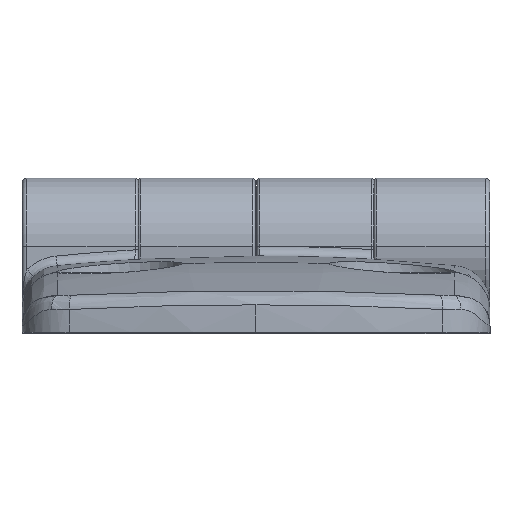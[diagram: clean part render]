
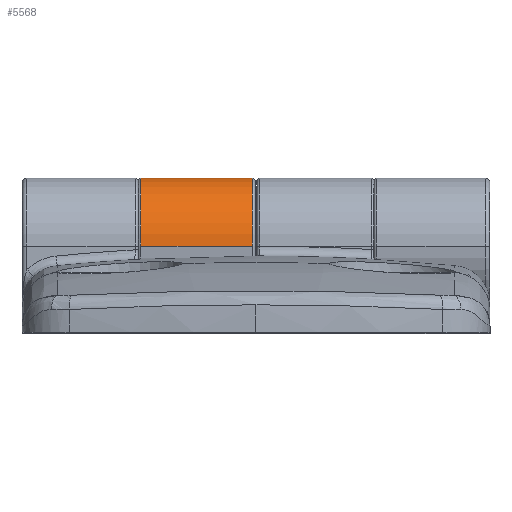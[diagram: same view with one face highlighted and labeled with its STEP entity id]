
A CAD part, top view. The second image highlights one B-rep face of the part: STEP entity #5568.
In plain terms, the highlighted cylindrical face has radius 7 mm (diameter 14 mm), a partial arc.
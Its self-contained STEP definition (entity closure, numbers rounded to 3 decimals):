
#27 = AXIS2_PLACEMENT_3D ( 'NONE', #5810, #2928, #60 ) ;
#60 = DIRECTION ( 'NONE',  ( 0., 0., -1. ) ) ;
#107 = CARTESIAN_POINT ( 'NONE',  ( 24., 8.9, 0. ) ) ;
#119 = CYLINDRICAL_SURFACE ( 'NONE', #2601, 7. ) ;
#495 = EDGE_CURVE ( 'NONE', #835, #2853, #3924, .T. ) ;
#835 = VERTEX_POINT ( 'NONE', #3002 ) ;
#860 = CIRCLE ( 'NONE', #4746, 7. ) ;
#1089 = CARTESIAN_POINT ( 'NONE',  ( 24., 8.9, 7. ) ) ;
#1159 = CARTESIAN_POINT ( 'NONE',  ( -0.4, 8.9, 7. ) ) ;
#1234 = DIRECTION ( 'NONE',  ( -1., 0., 0. ) ) ;
#1434 = ORIENTED_EDGE ( 'NONE', *, *, #3662, .T. ) ;
#2601 = AXIS2_PLACEMENT_3D ( 'NONE', #107, #2971, #5181 ) ;
#2777 = VECTOR ( 'NONE', #5725, 1000. ) ;
#2782 = EDGE_CURVE ( 'NONE', #3075, #3041, #4775, .T. ) ;
#2830 = CARTESIAN_POINT ( 'NONE',  ( 24., 8.9, -7. ) ) ;
#2853 = VERTEX_POINT ( 'NONE', #4022 ) ;
#2928 = DIRECTION ( 'NONE',  ( 1., 0., 0. ) ) ;
#2971 = DIRECTION ( 'NONE',  ( -1., 0., 0. ) ) ;
#3002 = CARTESIAN_POINT ( 'NONE',  ( -0.4, 8.9, -7. ) ) ;
#3041 = VERTEX_POINT ( 'NONE', #5471 ) ;
#3075 = VERTEX_POINT ( 'NONE', #1159 ) ;
#3214 = ORIENTED_EDGE ( 'NONE', *, *, #495, .T. ) ;
#3260 = ORIENTED_EDGE ( 'NONE', *, *, #2782, .F. ) ;
#3662 = EDGE_CURVE ( 'NONE', #3075, #835, #860, .T. ) ;
#3924 = LINE ( 'NONE', #2830, #2777 ) ;
#3976 = DIRECTION ( 'NONE',  ( -1., 0., 0. ) ) ;
#3996 = EDGE_LOOP ( 'NONE', ( #3260, #1434, #3214, #5636 ) ) ;
#4022 = CARTESIAN_POINT ( 'NONE',  ( -11.8, 8.9, -7. ) ) ;
#4122 = CARTESIAN_POINT ( 'NONE',  ( -0.4, 8.9, 0. ) ) ;
#4613 = DIRECTION ( 'NONE',  ( 0., 0., -1. ) ) ;
#4746 = AXIS2_PLACEMENT_3D ( 'NONE', #4122, #1234, #4613 ) ;
#4775 = LINE ( 'NONE', #1089, #5894 ) ;
#5181 = DIRECTION ( 'NONE',  ( 0., 0., 1. ) ) ;
#5233 = FACE_OUTER_BOUND ( 'NONE', #3996, .T. ) ;
#5462 = EDGE_CURVE ( 'NONE', #2853, #3041, #5824, .T. ) ;
#5471 = CARTESIAN_POINT ( 'NONE',  ( -11.8, 8.9, 7. ) ) ;
#5568 = ADVANCED_FACE ( 'NONE', ( #5233 ), #119, .T. ) ;
#5636 = ORIENTED_EDGE ( 'NONE', *, *, #5462, .T. ) ;
#5725 = DIRECTION ( 'NONE',  ( -1., 0., 0. ) ) ;
#5810 = CARTESIAN_POINT ( 'NONE',  ( -11.8, 8.9, 0. ) ) ;
#5824 = CIRCLE ( 'NONE', #27, 7. ) ;
#5894 = VECTOR ( 'NONE', #3976, 1000. ) ;
